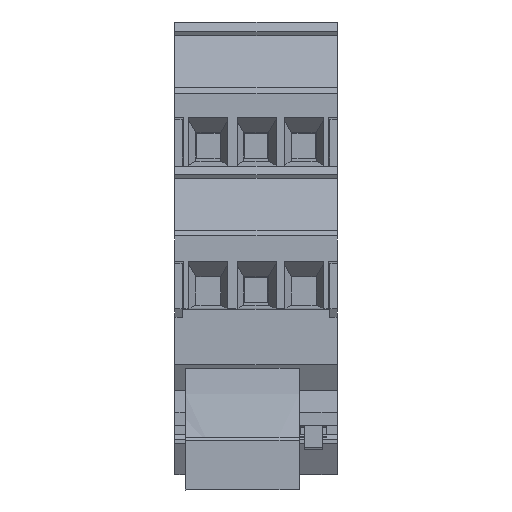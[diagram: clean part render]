
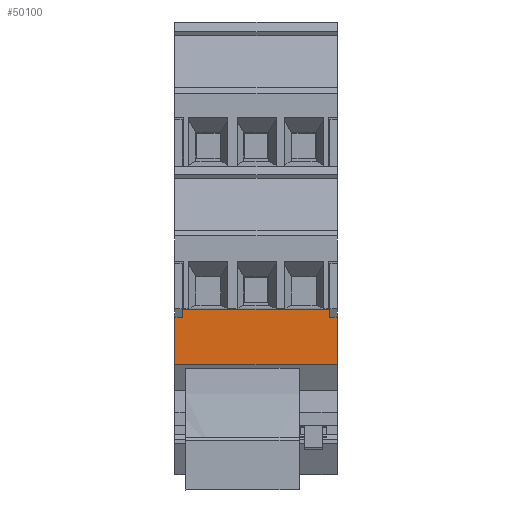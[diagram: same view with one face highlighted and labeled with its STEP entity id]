
A CAD part, front view. The second image highlights one B-rep face of the part: STEP entity #50100.
In plain terms, the highlighted face is planar.
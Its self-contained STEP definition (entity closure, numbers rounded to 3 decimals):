
#2200=CARTESIAN_POINT('',(94.153,16.819,
-1.113));
#2210=VERTEX_POINT('',#2200);
#2240=CARTESIAN_POINT('',(94.153,21.142,
-1.113));
#2250=DIRECTION('',(0.,-1.,0.));
#2260=VECTOR('',#2250,1.);
#2270=LINE('',#2240,#2260);
#2280=CARTESIAN_POINT('',(94.153,11.645,
-1.113));
#2290=VERTEX_POINT('',#2280);
#2300=EDGE_CURVE('',#2210,#2290,#2270,.T.);
#11930=CARTESIAN_POINT('',(94.153,11.645,
16.587));
#11940=VERTEX_POINT('',#11930);
#11970=CARTESIAN_POINT('',(94.153,21.142,
16.587));
#11980=DIRECTION('',(0.,-1.,0.));
#11990=VECTOR('',#11980,1.);
#12000=LINE('',#11970,#11990);
#12010=CARTESIAN_POINT('',(94.153,16.819,
16.587));
#12020=VERTEX_POINT('',#12010);
#12030=EDGE_CURVE('',#12020,#11940,#12000,.T.);
#49300=CARTESIAN_POINT('',(94.153,17.711,
-0.244));
#49310=VERTEX_POINT('',#49300);
#49340=CARTESIAN_POINT('',(94.153,21.142,
-0.244));
#49350=DIRECTION('',(0.,-1.,0.));
#49360=VECTOR('',#49350,1.);
#49370=LINE('',#49340,#49360);
#49380=CARTESIAN_POINT('',(94.153,16.819,
-0.244));
#49390=VERTEX_POINT('',#49380);
#49400=EDGE_CURVE('',#49310,#49390,#49370,.T.);
#49660=CARTESIAN_POINT('',(94.153,17.046,
16.687));
#49670=DIRECTION('',(1.,0.,0.));
#49680=DIRECTION('',(0.,1.,0.));
#49690=AXIS2_PLACEMENT_3D('',#49660,#49670,#49680);
#49700=PLANE('',#49690);
#49710=CARTESIAN_POINT('',(94.153,16.819,
16.587));
#49720=DIRECTION('',(0.,0.,1.));
#49730=VECTOR('',#49720,1.);
#49740=LINE('',#49710,#49730);
#49750=EDGE_CURVE('',#2210,#49390,#49740,.T.);
#49760=ORIENTED_EDGE('',*,*,#49750,.F.);
#49770=ORIENTED_EDGE('',*,*,#49400,.T.);
#49780=CARTESIAN_POINT('',(94.153,17.711,
16.587));
#49790=DIRECTION('',(0.,0.,1.));
#49800=VECTOR('',#49790,1.);
#49810=LINE('',#49780,#49800);
#49820=CARTESIAN_POINT('',(94.153,17.711,
15.717));
#49830=VERTEX_POINT('',#49820);
#49840=EDGE_CURVE('',#49310,#49830,#49810,.T.);
#49850=ORIENTED_EDGE('',*,*,#49840,.F.);
#49860=CARTESIAN_POINT('',(94.153,21.142,
15.717));
#49870=DIRECTION('',(0.,-1.,0.));
#49880=VECTOR('',#49870,1.);
#49890=LINE('',#49860,#49880);
#49900=CARTESIAN_POINT('',(94.153,16.819,
15.717));
#49910=VERTEX_POINT('',#49900);
#49920=EDGE_CURVE('',#49830,#49910,#49890,.T.);
#49930=ORIENTED_EDGE('',*,*,#49920,.F.);
#49940=CARTESIAN_POINT('',(94.153,16.819,
-1.113));
#49950=DIRECTION('',(0.,0.,-1.));
#49960=VECTOR('',#49950,1.);
#49970=LINE('',#49940,#49960);
#49980=EDGE_CURVE('',#12020,#49910,#49970,.T.);
#49990=ORIENTED_EDGE('',*,*,#49980,.T.);
#50000=ORIENTED_EDGE('',*,*,#12030,.F.);
#50010=CARTESIAN_POINT('',(94.153,11.645,
16.587));
#50020=DIRECTION('',(0.,0.,1.));
#50030=VECTOR('',#50020,1.);
#50040=LINE('',#50010,#50030);
#50050=EDGE_CURVE('',#2290,#11940,#50040,.T.);
#50060=ORIENTED_EDGE('',*,*,#50050,.T.);
#50070=ORIENTED_EDGE('',*,*,#2300,.T.);
#50080=EDGE_LOOP('',(#50070,#50060,#50000,#49990,#49930,#49850,#49770,
#49760));
#50090=FACE_OUTER_BOUND('',#50080,.T.);
#50100=ADVANCED_FACE('',(#50090),#49700,.F.);
